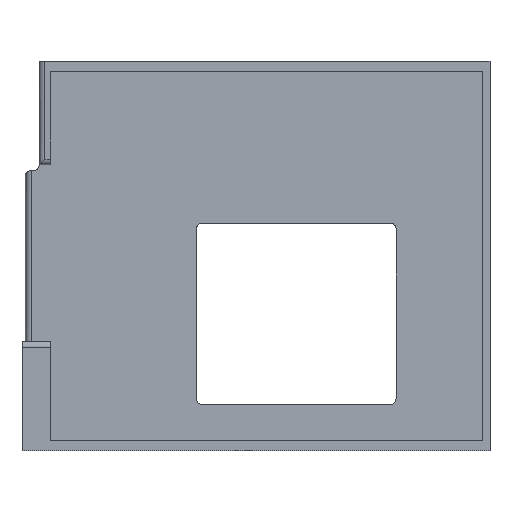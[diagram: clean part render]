
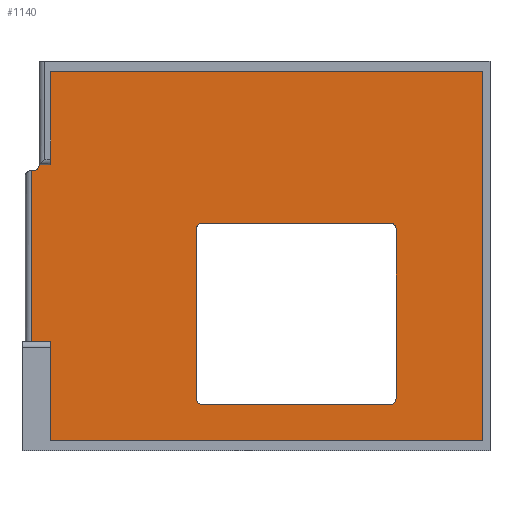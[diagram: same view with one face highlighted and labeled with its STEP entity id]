
A CAD part, top view. The second image highlights one B-rep face of the part: STEP entity #1140.
In plain terms, the highlighted planar face has unit normal (0, 0, 1).
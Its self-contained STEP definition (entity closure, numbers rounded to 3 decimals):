
#19=FACE_BOUND('',#170,.T.);
#29=CIRCLE('',#1199,0.5);
#37=CIRCLE('',#1217,0.5);
#39=CIRCLE('',#1221,0.5);
#41=CIRCLE('',#1225,0.5);
#43=CIRCLE('',#1229,0.5);
#105=FACE_OUTER_BOUND('',#169,.T.);
#169=EDGE_LOOP('',(#849,#850,#851,#852,#853,#854,#855,#856,#857,#858));
#170=EDGE_LOOP('',(#859,#860,#861,#862,#863,#864,#865,#866));
#217=LINE('',#1640,#345);
#223=LINE('',#1659,#351);
#225=LINE('',#1666,#353);
#255=LINE('',#1742,#383);
#259=LINE('',#1754,#387);
#263=LINE('',#1766,#391);
#268=LINE('',#1778,#396);
#272=LINE('',#1798,#400);
#273=LINE('',#1800,#401);
#274=LINE('',#1802,#402);
#275=LINE('',#1804,#403);
#276=LINE('',#1806,#404);
#277=LINE('',#1807,#405);
#345=VECTOR('',#1305,10.);
#351=VECTOR('',#1323,10.);
#353=VECTOR('',#1331,10.);
#383=VECTOR('',#1387,10.);
#387=VECTOR('',#1399,10.);
#391=VECTOR('',#1411,10.);
#396=VECTOR('',#1424,10.);
#400=VECTOR('',#1452,10.);
#401=VECTOR('',#1453,10.);
#402=VECTOR('',#1454,10.);
#403=VECTOR('',#1455,10.);
#404=VECTOR('',#1456,10.);
#405=VECTOR('',#1457,10.);
#473=VERTEX_POINT('',#1638);
#474=VERTEX_POINT('',#1639);
#477=VERTEX_POINT('',#1647);
#481=VERTEX_POINT('',#1657);
#483=VERTEX_POINT('',#1665);
#512=VERTEX_POINT('',#1732);
#513=VERTEX_POINT('',#1733);
#516=VERTEX_POINT('',#1741);
#518=VERTEX_POINT('',#1747);
#520=VERTEX_POINT('',#1753);
#522=VERTEX_POINT('',#1759);
#524=VERTEX_POINT('',#1765);
#526=VERTEX_POINT('',#1771);
#531=VERTEX_POINT('',#1797);
#532=VERTEX_POINT('',#1799);
#533=VERTEX_POINT('',#1801);
#534=VERTEX_POINT('',#1803);
#535=VERTEX_POINT('',#1805);
#580=EDGE_CURVE('',#473,#474,#217,.T.);
#584=EDGE_CURVE('',#477,#473,#29,.T.);
#590=EDGE_CURVE('',#481,#474,#223,.T.);
#593=EDGE_CURVE('',#483,#477,#225,.T.);
#626=EDGE_CURVE('',#512,#513,#37,.T.);
#630=EDGE_CURVE('',#516,#513,#255,.T.);
#633=EDGE_CURVE('',#516,#518,#39,.T.);
#636=EDGE_CURVE('',#520,#518,#259,.T.);
#639=EDGE_CURVE('',#520,#522,#41,.T.);
#642=EDGE_CURVE('',#524,#522,#263,.T.);
#645=EDGE_CURVE('',#524,#526,#43,.T.);
#649=EDGE_CURVE('',#512,#526,#268,.T.);
#659=EDGE_CURVE('',#481,#531,#272,.T.);
#660=EDGE_CURVE('',#531,#532,#273,.T.);
#661=EDGE_CURVE('',#532,#533,#274,.T.);
#662=EDGE_CURVE('',#533,#534,#275,.T.);
#663=EDGE_CURVE('',#534,#535,#276,.T.);
#664=EDGE_CURVE('',#535,#483,#277,.T.);
#849=ORIENTED_EDGE('',*,*,#580,.T.);
#850=ORIENTED_EDGE('',*,*,#590,.F.);
#851=ORIENTED_EDGE('',*,*,#659,.T.);
#852=ORIENTED_EDGE('',*,*,#660,.T.);
#853=ORIENTED_EDGE('',*,*,#661,.T.);
#854=ORIENTED_EDGE('',*,*,#662,.T.);
#855=ORIENTED_EDGE('',*,*,#663,.T.);
#856=ORIENTED_EDGE('',*,*,#664,.T.);
#857=ORIENTED_EDGE('',*,*,#593,.T.);
#858=ORIENTED_EDGE('',*,*,#584,.T.);
#859=ORIENTED_EDGE('',*,*,#642,.T.);
#860=ORIENTED_EDGE('',*,*,#639,.F.);
#861=ORIENTED_EDGE('',*,*,#636,.T.);
#862=ORIENTED_EDGE('',*,*,#633,.F.);
#863=ORIENTED_EDGE('',*,*,#630,.T.);
#864=ORIENTED_EDGE('',*,*,#626,.F.);
#865=ORIENTED_EDGE('',*,*,#649,.T.);
#866=ORIENTED_EDGE('',*,*,#645,.F.);
#1083=PLANE('',#1243);
#1140=ADVANCED_FACE('',(#105,#19),#1083,.T.);
#1199=AXIS2_PLACEMENT_3D('',#1648,#1311,#1312);
#1217=AXIS2_PLACEMENT_3D('',#1734,#1379,#1380);
#1221=AXIS2_PLACEMENT_3D('',#1748,#1392,#1393);
#1225=AXIS2_PLACEMENT_3D('',#1760,#1404,#1405);
#1229=AXIS2_PLACEMENT_3D('',#1772,#1416,#1417);
#1243=AXIS2_PLACEMENT_3D('',#1796,#1450,#1451);
#1305=DIRECTION('',(-1.,0.,0.));
#1311=DIRECTION('center_axis',(0.,0.,-1.));
#1312=DIRECTION('ref_axis',(0.707,-0.707,0.));
#1323=DIRECTION('',(0.,1.,0.));
#1331=DIRECTION('',(-1.,0.,0.));
#1379=DIRECTION('center_axis',(0.,0.,1.));
#1380=DIRECTION('ref_axis',(-0.707,0.707,0.));
#1387=DIRECTION('',(0.,1.,0.));
#1392=DIRECTION('center_axis',(0.,0.,1.));
#1393=DIRECTION('ref_axis',(-0.707,-0.707,0.));
#1399=DIRECTION('',(-1.,0.,0.));
#1404=DIRECTION('center_axis',(0.,0.,1.));
#1405=DIRECTION('ref_axis',(0.707,-0.707,0.));
#1411=DIRECTION('',(0.,-1.,0.));
#1416=DIRECTION('center_axis',(0.,0.,1.));
#1417=DIRECTION('ref_axis',(0.707,0.707,0.));
#1424=DIRECTION('',(1.,0.,0.));
#1450=DIRECTION('center_axis',(0.,0.,1.));
#1451=DIRECTION('ref_axis',(1.,0.,0.));
#1452=DIRECTION('',(1.,0.,0.));
#1453=DIRECTION('',(0.,-1.,0.));
#1454=DIRECTION('',(1.,0.,0.));
#1455=DIRECTION('',(0.,1.,0.));
#1456=DIRECTION('',(-1.,0.,0.));
#1457=DIRECTION('',(0.,-1.,0.));
#1638=CARTESIAN_POINT('',(-23.3,7.5,-1.271));
#1639=CARTESIAN_POINT('',(-23.5,7.5,-1.271));
#1640=CARTESIAN_POINT('',(-14.04,7.5,-1.271));
#1647=CARTESIAN_POINT('',(-22.8,8.,-1.271));
#1648=CARTESIAN_POINT('Origin',(-23.3,8.,-1.271));
#1657=CARTESIAN_POINT('',(-23.5,-7.5,-1.271));
#1659=CARTESIAN_POINT('',(-23.5,8.405,-1.271));
#1665=CARTESIAN_POINT('',(-21.8,8.,-1.271));
#1666=CARTESIAN_POINT('',(-14.04,8.,-1.271));
#1732=CARTESIAN_POINT('',(-8.504,2.9,-1.271));
#1733=CARTESIAN_POINT('',(-9.004,2.4,-1.271));
#1734=CARTESIAN_POINT('Origin',(-8.504,2.4,-1.271));
#1741=CARTESIAN_POINT('',(-9.004,-12.5,-1.271));
#1742=CARTESIAN_POINT('',(-9.004,-6.493,-1.271));
#1747=CARTESIAN_POINT('',(-8.504,-13.,-1.271));
#1748=CARTESIAN_POINT('Origin',(-8.504,-12.5,-1.271));
#1753=CARTESIAN_POINT('',(8.,-13.,-1.271));
#1754=CARTESIAN_POINT('',(2.11,-13.,-1.271));
#1759=CARTESIAN_POINT('',(8.5,-12.5,-1.271));
#1760=CARTESIAN_POINT('Origin',(8.,-12.5,-1.271));
#1765=CARTESIAN_POINT('',(8.5,2.4,-1.271));
#1766=CARTESIAN_POINT('',(8.5,1.357,-1.271));
#1771=CARTESIAN_POINT('',(8.,2.9,-1.271));
#1772=CARTESIAN_POINT('Origin',(8.,2.4,-1.271));
#1778=CARTESIAN_POINT('',(-6.392,2.9,-1.271));
#1796=CARTESIAN_POINT('Origin',(-3.78,0.015,-1.271));
#1797=CARTESIAN_POINT('',(-21.8,-7.5,-1.271));
#1798=CARTESIAN_POINT('',(-28.701,-7.5,-1.271));
#1799=CARTESIAN_POINT('',(-21.8,-16.2,-1.271));
#1800=CARTESIAN_POINT('',(-21.8,-8.093,-1.271));
#1801=CARTESIAN_POINT('',(16.1,-16.2,-1.271));
#1802=CARTESIAN_POINT('',(6.16,-16.2,-1.271));
#1803=CARTESIAN_POINT('',(16.1,16.2,-1.271));
#1804=CARTESIAN_POINT('',(16.1,8.107,-1.271));
#1805=CARTESIAN_POINT('',(-21.8,16.2,-1.271));
#1806=CARTESIAN_POINT('',(-12.79,16.2,-1.271));
#1807=CARTESIAN_POINT('',(-21.8,-8.093,-1.271));
